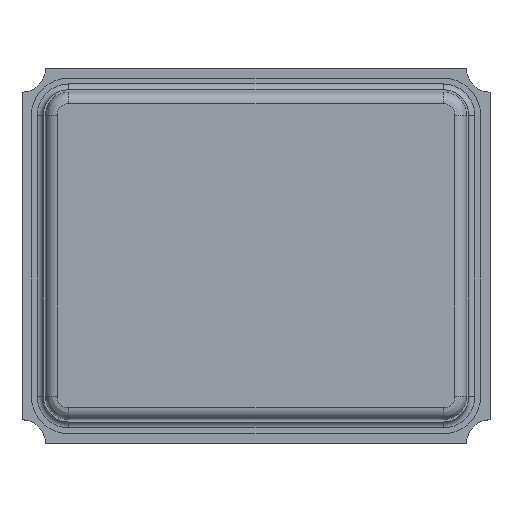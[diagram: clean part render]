
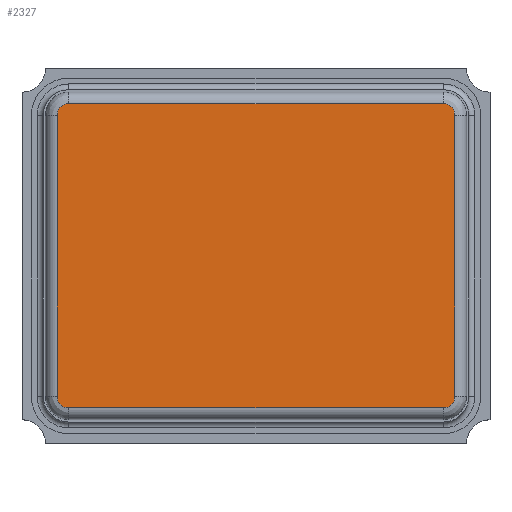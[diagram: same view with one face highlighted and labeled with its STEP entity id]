
A CAD part, top view. The second image highlights one B-rep face of the part: STEP entity #2327.
In plain terms, the highlighted planar face has unit normal (0, 0, 1).
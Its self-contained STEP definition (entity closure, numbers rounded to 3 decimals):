
#43=PLANE('',#2492);
#128=FACE_OUTER_BOUND('',#265,.T.);
#265=EDGE_LOOP('',(#1610,#1611,#1612,#1613,#1614,#1615,#1616,#1617));
#404=CIRCLE('',#2493,0.05);
#405=CIRCLE('',#2494,0.05);
#406=CIRCLE('',#2495,0.05);
#407=CIRCLE('',#2496,0.05);
#516=LINE('',#3487,#762);
#517=LINE('',#3491,#763);
#518=LINE('',#3495,#764);
#519=LINE('',#3499,#765);
#762=VECTOR('',#2766,1000.);
#763=VECTOR('',#2769,1000.);
#764=VECTOR('',#2772,1000.);
#765=VECTOR('',#2775,1000.);
#1008=VERTEX_POINT('',#3485);
#1009=VERTEX_POINT('',#3486);
#1010=VERTEX_POINT('',#3488);
#1011=VERTEX_POINT('',#3490);
#1012=VERTEX_POINT('',#3492);
#1013=VERTEX_POINT('',#3494);
#1014=VERTEX_POINT('',#3496);
#1015=VERTEX_POINT('',#3498);
#1244=EDGE_CURVE('',#1008,#1009,#516,.T.);
#1245=EDGE_CURVE('',#1009,#1010,#404,.T.);
#1246=EDGE_CURVE('',#1010,#1011,#517,.T.);
#1247=EDGE_CURVE('',#1011,#1012,#405,.T.);
#1248=EDGE_CURVE('',#1012,#1013,#518,.T.);
#1249=EDGE_CURVE('',#1013,#1014,#406,.T.);
#1250=EDGE_CURVE('',#1014,#1015,#519,.T.);
#1251=EDGE_CURVE('',#1015,#1008,#407,.T.);
#1610=ORIENTED_EDGE('',*,*,#1244,.T.);
#1611=ORIENTED_EDGE('',*,*,#1245,.T.);
#1612=ORIENTED_EDGE('',*,*,#1246,.T.);
#1613=ORIENTED_EDGE('',*,*,#1247,.T.);
#1614=ORIENTED_EDGE('',*,*,#1248,.T.);
#1615=ORIENTED_EDGE('',*,*,#1249,.T.);
#1616=ORIENTED_EDGE('',*,*,#1250,.T.);
#1617=ORIENTED_EDGE('',*,*,#1251,.T.);
#2327=ADVANCED_FACE('',(#128),#43,.T.);
#2492=AXIS2_PLACEMENT_3D('',#3484,#2764,#2765);
#2493=AXIS2_PLACEMENT_3D('',#3489,#2767,#2768);
#2494=AXIS2_PLACEMENT_3D('',#3493,#2770,#2771);
#2495=AXIS2_PLACEMENT_3D('',#3497,#2773,#2774);
#2496=AXIS2_PLACEMENT_3D('',#3500,#2776,#2777);
#2764=DIRECTION('center_axis',(0.,0.,1.));
#2765=DIRECTION('ref_axis',(0.,-1.,0.));
#2766=DIRECTION('',(1.,0.,0.));
#2767=DIRECTION('center_axis',(0.,0.,1.));
#2768=DIRECTION('ref_axis',(0.,-1.,0.));
#2769=DIRECTION('',(0.,1.,0.));
#2770=DIRECTION('center_axis',(0.,0.,1.));
#2771=DIRECTION('ref_axis',(0.,-1.,0.));
#2772=DIRECTION('',(-1.,0.,0.));
#2773=DIRECTION('center_axis',(0.,0.,1.));
#2774=DIRECTION('ref_axis',(0.,-1.,0.));
#2775=DIRECTION('',(0.,-1.,0.));
#2776=DIRECTION('center_axis',(0.,0.,1.));
#2777=DIRECTION('ref_axis',(0.,-1.,0.));
#3484=CARTESIAN_POINT('Origin',(0.,0.,0.5));
#3485=CARTESIAN_POINT('',(-0.8,-0.65,0.5));
#3486=CARTESIAN_POINT('',(0.8,-0.65,0.5));
#3487=CARTESIAN_POINT('',(0.8,-0.65,0.5));
#3488=CARTESIAN_POINT('',(0.85,-0.6,0.5));
#3489=CARTESIAN_POINT('Origin',(0.8,-0.6,0.5));
#3490=CARTESIAN_POINT('',(0.85,0.6,0.5));
#3491=CARTESIAN_POINT('',(0.85,0.6,0.5));
#3492=CARTESIAN_POINT('',(0.8,0.65,0.5));
#3493=CARTESIAN_POINT('Origin',(0.8,0.6,0.5));
#3494=CARTESIAN_POINT('',(-0.8,0.65,0.5));
#3495=CARTESIAN_POINT('',(-0.8,0.65,0.5));
#3496=CARTESIAN_POINT('',(-0.85,0.6,0.5));
#3497=CARTESIAN_POINT('Origin',(-0.8,0.6,0.5));
#3498=CARTESIAN_POINT('',(-0.85,-0.6,0.5));
#3499=CARTESIAN_POINT('',(-0.85,-0.6,0.5));
#3500=CARTESIAN_POINT('Origin',(-0.8,-0.6,0.5));
